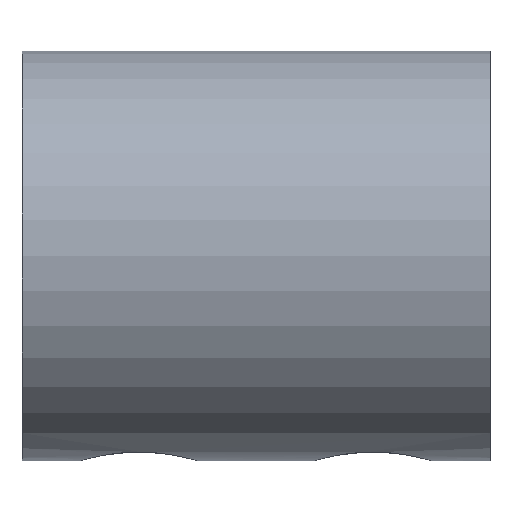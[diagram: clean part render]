
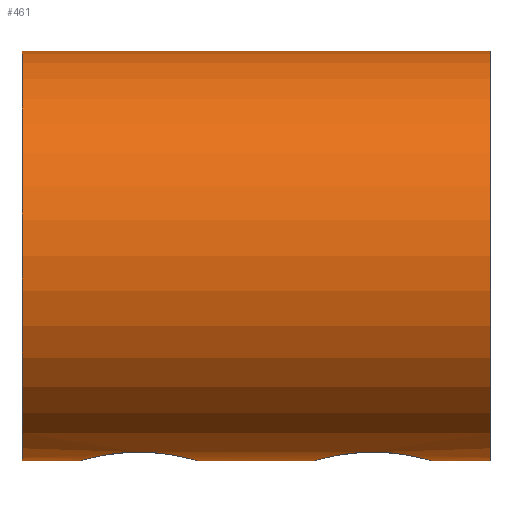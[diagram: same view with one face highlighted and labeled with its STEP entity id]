
A CAD part, top view. The second image highlights one B-rep face of the part: STEP entity #461.
In plain terms, the highlighted cylindrical face has radius 11.113 mm (diameter 22.225 mm), a partial arc.
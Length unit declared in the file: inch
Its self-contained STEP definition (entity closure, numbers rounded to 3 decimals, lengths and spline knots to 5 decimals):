
#90=CARTESIAN_POINT('',(-0.5,0.,0.));
#91=DIRECTION('',(1.,0.,0.));
#92=DIRECTION('',(0.,1.,0.));
#93=AXIS2_PLACEMENT_3D('',#90,#91,#92);
#116=DIRECTION('',(-1.,0.,0.));
#117=VECTOR('',#116,0.25);
#118=CARTESIAN_POINT('',(0.125,-0.4375,0.));
#119=LINE('',#118,#117);
#141=DIRECTION('',(-1.,0.,0.));
#142=VECTOR('',#141,0.125);
#143=CARTESIAN_POINT('',(0.5,-0.4375,0.));
#144=LINE('',#143,#142);
#150=DIRECTION('',(-1.,0.,0.));
#151=VECTOR('',#150,1.);
#152=CARTESIAN_POINT('',(0.5,0.4375,0.));
#153=LINE('',#152,#151);
#154=DIRECTION('',(-1.,0.,0.));
#155=VECTOR('',#154,0.125);
#156=CARTESIAN_POINT('',(-0.375,-0.4375,0.));
#157=LINE('',#156,#155);
#158=CARTESIAN_POINT('',(-0.375,-0.4375,0.));
#159=CARTESIAN_POINT('',(-0.375,-0.4375,0.00782));
#160=CARTESIAN_POINT('',(-0.37356,-0.43709,
0.02318));
#161=CARTESIAN_POINT('',(-0.36712,-0.43529,
0.04569));
#162=CARTESIAN_POINT('',(-0.35678,-0.43259,
0.06634));
#163=CARTESIAN_POINT('',(-0.34274,-0.42931,
0.08486));
#164=CARTESIAN_POINT('',(-0.32575,-0.42592,
0.10033));
#165=CARTESIAN_POINT('',(-0.30591,-0.42281,
0.1126));
#166=CARTESIAN_POINT('',(-0.28437,-0.42047,
0.12093));
#167=CARTESIAN_POINT('',(-0.26122,-0.4192,
0.12522));
#168=CARTESIAN_POINT('',(-0.23799,-0.41922,
0.12515));
#169=CARTESIAN_POINT('',(-0.21482,-0.42054,
0.1207));
#170=CARTESIAN_POINT('',(-0.19337,-0.42291,
0.11223));
#171=CARTESIAN_POINT('',(-0.17372,-0.42602,
0.09991));
#172=CARTESIAN_POINT('',(-0.1569,-0.42939,
0.08446));
#173=CARTESIAN_POINT('',(-0.14302,-0.43264,
0.066));
#174=CARTESIAN_POINT('',(-0.13279,-0.43532,
0.04543));
#175=CARTESIAN_POINT('',(-0.12642,-0.43709,
0.02304));
#176=CARTESIAN_POINT('',(-0.125,-0.4375,0.00778));
#177=CARTESIAN_POINT('',(-0.125,-0.4375,0.));
#179=CARTESIAN_POINT('',(0.5,0.,0.));
#180=DIRECTION('',(1.,0.,0.));
#181=DIRECTION('',(0.,1.,0.));
#182=AXIS2_PLACEMENT_3D('',#179,#180,#181);
#184=CARTESIAN_POINT('',(0.125,-0.4375,0.));
#185=CARTESIAN_POINT('',(0.125,-0.4375,0.00782));
#186=CARTESIAN_POINT('',(0.12644,-0.43709,
0.02318));
#187=CARTESIAN_POINT('',(0.13288,-0.43529,
0.04569));
#188=CARTESIAN_POINT('',(0.14322,-0.43259,
0.06634));
#189=CARTESIAN_POINT('',(0.15726,-0.42931,
0.08486));
#190=CARTESIAN_POINT('',(0.17425,-0.42592,
0.10033));
#191=CARTESIAN_POINT('',(0.19409,-0.42281,
0.1126));
#192=CARTESIAN_POINT('',(0.21563,-0.42047,
0.12093));
#193=CARTESIAN_POINT('',(0.23878,-0.4192,
0.12522));
#194=CARTESIAN_POINT('',(0.26201,-0.41922,
0.12515));
#195=CARTESIAN_POINT('',(0.28518,-0.42054,
0.1207));
#196=CARTESIAN_POINT('',(0.30663,-0.42291,
0.11223));
#197=CARTESIAN_POINT('',(0.32628,-0.42602,
0.09991));
#198=CARTESIAN_POINT('',(0.3431,-0.42939,
0.08446));
#199=CARTESIAN_POINT('',(0.35698,-0.43264,
0.066));
#200=CARTESIAN_POINT('',(0.36721,-0.43532,
0.04543));
#201=CARTESIAN_POINT('',(0.37358,-0.43709,
0.02304));
#202=CARTESIAN_POINT('',(0.375,-0.4375,0.00778));
#203=CARTESIAN_POINT('',(0.375,-0.4375,0.));
#315=CARTESIAN_POINT('',(0.5,0.4375,0.));
#316=CARTESIAN_POINT('',(-0.5,0.4375,0.));
#317=VERTEX_POINT('',#315);
#318=VERTEX_POINT('',#316);
#327=CARTESIAN_POINT('',(0.5,-0.4375,0.));
#328=VERTEX_POINT('',#327);
#329=CARTESIAN_POINT('',(-0.5,-0.4375,0.));
#330=VERTEX_POINT('',#329);
#335=VERTEX_POINT('',#158);
#336=VERTEX_POINT('',#177);
#337=VERTEX_POINT('',#184);
#338=VERTEX_POINT('',#203);
#444=CARTESIAN_POINT('',(-0.55,0.,0.));
#445=DIRECTION('',(1.,0.,0.));
#446=DIRECTION('',(0.,-1.,0.));
#447=AXIS2_PLACEMENT_3D('',#444,#445,#446);
#448=CYLINDRICAL_SURFACE('',#447,0.4375);
#449=ORIENTED_EDGE('',*,*,#369,.F.);
#450=ORIENTED_EDGE('',*,*,#439,.T.);
#451=ORIENTED_EDGE('',*,*,#413,.F.);
#452=ORIENTED_EDGE('',*,*,#436,.F.);
#454=ORIENTED_EDGE('',*,*,#453,.T.);
#455=ORIENTED_EDGE('',*,*,#432,.T.);
#457=ORIENTED_EDGE('',*,*,#456,.F.);
#458=ORIENTED_EDGE('',*,*,#428,.T.);
#459=EDGE_LOOP('',(#449,#450,#451,#452,#454,#455,#457,#458));
#460=FACE_OUTER_BOUND('',#459,.F.);
#94=CIRCLE('',#93,0.4375);
#178=B_SPLINE_CURVE_WITH_KNOTS('',3,(#158,#159,#160,#161,#162,#163,#164,#165,
#166,#167,#168,#169,#170,#171,#172,#173,#174,#175,#176,#177),.UNSPECIFIED.,.F.,
.F.,(4,1,1,1,1,1,1,1,1,1,1,1,1,1,1,1,1,4),(0.,0.05882,
0.11765,0.17647,0.23529,0.29412,
0.35294,0.41176,0.47059,0.52941,
0.58824,0.64706,0.70588,0.76471,
0.82353,0.88235,0.94118,1.),.UNSPECIFIED.);
#183=CIRCLE('',#182,0.4375);
#204=B_SPLINE_CURVE_WITH_KNOTS('',3,(#184,#185,#186,#187,#188,#189,#190,#191,
#192,#193,#194,#195,#196,#197,#198,#199,#200,#201,#202,#203),.UNSPECIFIED.,.F.,
.F.,(4,1,1,1,1,1,1,1,1,1,1,1,1,1,1,1,1,4),(0.,0.05882,
0.11765,0.17647,0.23529,0.29412,
0.35294,0.41176,0.47059,0.52941,
0.58824,0.64706,0.70588,0.76471,
0.82353,0.88235,0.94118,1.),.UNSPECIFIED.);
#369=EDGE_CURVE('',#335,#336,#178,.T.);
#413=EDGE_CURVE('',#318,#330,#94,.T.);
#428=EDGE_CURVE('',#337,#336,#119,.T.);
#432=EDGE_CURVE('',#328,#338,#144,.T.);
#436=EDGE_CURVE('',#317,#318,#153,.T.);
#439=EDGE_CURVE('',#335,#330,#157,.T.);
#453=EDGE_CURVE('',#317,#328,#183,.T.);
#456=EDGE_CURVE('',#337,#338,#204,.T.);
#461=ADVANCED_FACE('',(#460),#448,.T.);
